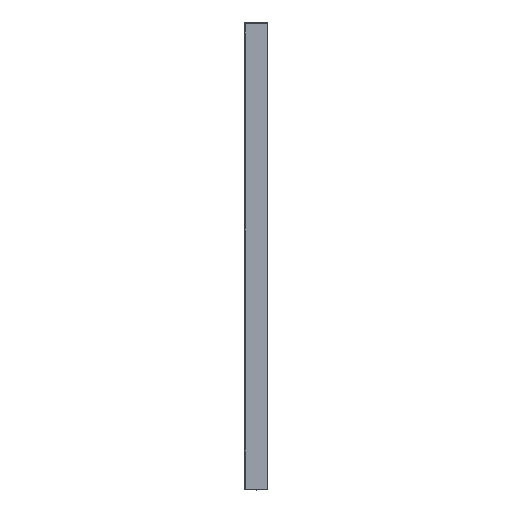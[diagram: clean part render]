
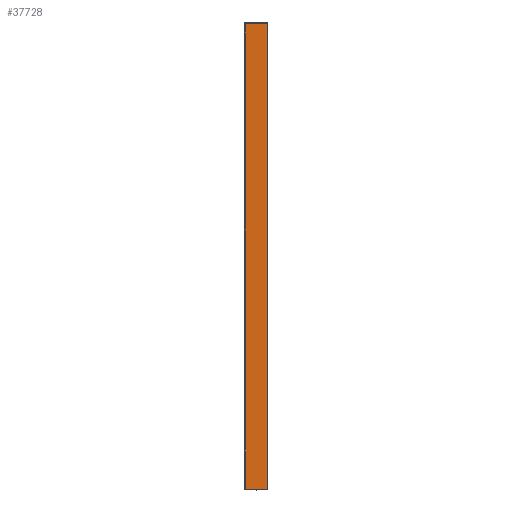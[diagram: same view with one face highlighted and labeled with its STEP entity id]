
A CAD part, left-side view. The second image highlights one B-rep face of the part: STEP entity #37728.
In plain terms, the highlighted planar face has unit normal (-0.999, 0.035, 0).
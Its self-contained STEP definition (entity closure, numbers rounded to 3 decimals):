
#11126=CARTESIAN_POINT('',(-500.,-40.,535.501));
#11128=DIRECTION('',(-0.035,-0.999,
0.));
#11129=VECTOR('',#11128,37.986);
#11130=CARTESIAN_POINT('',(-498.674,-2.038,
-262.5));
#11131=LINE('',#11130,#11129);
#11132=CARTESIAN_POINT('',(-498.674,-2.038,
-262.5));
#11133=CARTESIAN_POINT('',(-498.674,-2.038,
-259.167));
#11134=CARTESIAN_POINT('',(-498.674,-2.039,
-255.833));
#11135=CARTESIAN_POINT('',(-498.674,-2.039,
-252.5));
#11137=CARTESIAN_POINT('',(-498.674,-2.039,
-252.5));
#11138=CARTESIAN_POINT('',(-498.674,-2.039,
-244.529));
#11139=CARTESIAN_POINT('',(-498.674,-2.037,
-229.413));
#11140=CARTESIAN_POINT('',(-498.674,-2.033,
-209.371));
#11141=CARTESIAN_POINT('',(-498.674,-2.027,
-191.491));
#11142=CARTESIAN_POINT('',(-498.674,-2.02,
-175.506));
#11143=CARTESIAN_POINT('',(-498.673,-2.013,
-160.332));
#11144=CARTESIAN_POINT('',(-498.673,-2.006,
-146.532));
#11145=CARTESIAN_POINT('',(-498.673,-1.999,
-133.136));
#11146=CARTESIAN_POINT('',(-498.673,-1.992,
-119.521));
#11147=CARTESIAN_POINT('',(-498.672,-1.983,
-104.85));
#11148=CARTESIAN_POINT('',(-498.672,-1.975,
-90.78));
#11149=CARTESIAN_POINT('',(-498.672,-1.967,
-75.975));
#11150=CARTESIAN_POINT('',(-498.672,-1.959,
-60.229));
#11151=CARTESIAN_POINT('',(-498.671,-1.951,
-42.909));
#11152=CARTESIAN_POINT('',(-498.671,-1.943,
-26.495));
#11153=CARTESIAN_POINT('',(-498.671,-1.936,
-8.688));
#11154=CARTESIAN_POINT('',(-498.671,-1.93,
10.104));
#11155=CARTESIAN_POINT('',(-498.67,-1.927,
29.064));
#11156=CARTESIAN_POINT('',(-498.67,-1.925,
47.812));
#11157=CARTESIAN_POINT('',(-498.671,-1.927,
67.408));
#11158=CARTESIAN_POINT('',(-498.67,-1.929,
80.741));
#11159=CARTESIAN_POINT('',(-498.67,-1.931,
87.499));
#11161=CARTESIAN_POINT('',(-498.67,-1.931,
87.499));
#11162=CARTESIAN_POINT('',(-498.67,-1.933,
93.451));
#11163=CARTESIAN_POINT('',(-498.671,-1.937,
105.92));
#11164=CARTESIAN_POINT('',(-498.671,-1.944,
126.794));
#11165=CARTESIAN_POINT('',(-498.671,-1.953,
148.435));
#11166=CARTESIAN_POINT('',(-498.672,-1.962,
172.007));
#11167=CARTESIAN_POINT('',(-498.672,-1.972,
196.199));
#11168=CARTESIAN_POINT('',(-498.672,-1.982,
220.565));
#11169=CARTESIAN_POINT('',(-498.673,-1.992,
244.863));
#11170=CARTESIAN_POINT('',(-498.673,-2.001,
267.578));
#11171=CARTESIAN_POINT('',(-498.673,-2.009,
288.514));
#11172=CARTESIAN_POINT('',(-498.674,-2.015,
305.841));
#11173=CARTESIAN_POINT('',(-498.674,-2.02,
321.442));
#11174=CARTESIAN_POINT('',(-498.674,-2.024,
335.529));
#11175=CARTESIAN_POINT('',(-498.674,-2.028,
349.006));
#11176=CARTESIAN_POINT('',(-498.674,-2.031,
361.727));
#11177=CARTESIAN_POINT('',(-498.674,-2.033,
373.916));
#11178=CARTESIAN_POINT('',(-498.674,-2.036,
387.055));
#11179=CARTESIAN_POINT('',(-498.674,-2.037,
399.697));
#11180=CARTESIAN_POINT('',(-498.674,-2.038,
412.988));
#11181=CARTESIAN_POINT('',(-498.674,-2.039,
422.559));
#11182=CARTESIAN_POINT('',(-498.674,-2.039,
427.5));
#11184=CARTESIAN_POINT('',(-498.674,-2.039,
427.5));
#11185=CARTESIAN_POINT('',(-498.674,-2.039,
439.8));
#11186=CARTESIAN_POINT('',(-498.674,-2.026,
464.248));
#11187=CARTESIAN_POINT('',(-498.672,-1.984,
499.805));
#11188=CARTESIAN_POINT('',(-498.671,-1.949,
523.062));
#11189=CARTESIAN_POINT('',(-498.671,-1.933,
534.172));
#11191=DIRECTION('',(-0.035,-0.999,0.035));
#11192=VECTOR('',#11191,38.113);
#11193=CARTESIAN_POINT('',(-498.671,-1.933,
534.172));
#11194=LINE('',#11193,#11192);
#11195=DIRECTION('',(0.,0.,-1.));
#11196=VECTOR('',#11195,798.001);
#11197=CARTESIAN_POINT('',(-500.,-40.,
535.501));
#11198=LINE('',#11197,#11196);
#11225=CARTESIAN_POINT('',(-498.674,-2.039,
-252.5));
#11399=CARTESIAN_POINT('',(-498.67,-1.931,
87.499));
#17124=VERTEX_POINT('',#11126);
#18305=VERTEX_POINT('',#11225);
#18306=VERTEX_POINT('',#11399);
#18367=VERTEX_POINT('',#11182);
#18368=VERTEX_POINT('',#11189);
#18526=CARTESIAN_POINT('',(-500.,-40.,-262.5));
#18528=VERTEX_POINT('',#18526);
#18575=CARTESIAN_POINT('',(-498.674,-2.038,
-262.5));
#18576=VERTEX_POINT('',#18575);
#37710=CARTESIAN_POINT('',(-499.335,-20.963,87.5));
#37711=DIRECTION('',(0.999,-0.035,0.));
#37712=DIRECTION('',(0.035,0.999,0.));
#37713=AXIS2_PLACEMENT_3D('',#37710,#37711,#37712);
#37714=PLANE('',#37713);
#37715=ORIENTED_EDGE('',*,*,#37582,.F.);
#37717=ORIENTED_EDGE('',*,*,#37716,.T.);
#37719=ORIENTED_EDGE('',*,*,#37718,.T.);
#37721=ORIENTED_EDGE('',*,*,#37720,.T.);
#37723=ORIENTED_EDGE('',*,*,#37722,.T.);
#37724=ORIENTED_EDGE('',*,*,#37702,.T.);
#37725=ORIENTED_EDGE('',*,*,#18621,.T.);
#37726=EDGE_LOOP('',(#37715,#37717,#37719,#37721,#37723,#37724,#37725));
#37727=FACE_OUTER_BOUND('',#37726,.F.);
#11136=B_SPLINE_CURVE_WITH_KNOTS('',3,(#11132,#11133,#11134,#11135),
.UNSPECIFIED.,.F.,.F.,(4,4),(0.,1.),.UNSPECIFIED.);
#11160=B_SPLINE_CURVE_WITH_KNOTS('',3,(#11137,#11138,#11139,#11140,#11141,
#11142,#11143,#11144,#11145,#11146,#11147,#11148,#11149,#11150,#11151,#11152,
#11153,#11154,#11155,#11156,#11157,#11158,#11159),.UNSPECIFIED.,.F.,.F.,(4,1,1,
1,1,1,1,1,1,1,1,1,1,1,1,1,1,1,1,1,4),(0.,0.05,0.1,0.15,0.2,0.25,
0.3,0.35,0.4,0.45,0.5,0.55,0.6,0.65,0.7,0.75,0.8,0.85,
0.9,0.95,1.),.UNSPECIFIED.);
#11183=B_SPLINE_CURVE_WITH_KNOTS('',3,(#11161,#11162,#11163,#11164,#11165,
#11166,#11167,#11168,#11169,#11170,#11171,#11172,#11173,#11174,#11175,#11176,
#11177,#11178,#11179,#11180,#11181,#11182),.UNSPECIFIED.,.F.,.F.,(4,1,1,1,1,1,1,
1,1,1,1,1,1,1,1,1,1,1,1,4),(0.,0.053,0.105,
0.158,0.211,0.263,0.316,
0.368,0.421,0.474,0.526,
0.579,0.632,0.684,0.737,
0.789,0.842,0.895,0.947,1.),
.UNSPECIFIED.);
#11190=B_SPLINE_CURVE_WITH_KNOTS('',3,(#11184,#11185,#11186,#11187,#11188,
#11189),.UNSPECIFIED.,.F.,.F.,(4,1,1,4),(0.,0.346,
0.688,1.),.UNSPECIFIED.);
#18621=EDGE_CURVE('',#17124,#18528,#11198,.T.);
#37582=EDGE_CURVE('',#18576,#18528,#11131,.T.);
#37702=EDGE_CURVE('',#18368,#17124,#11194,.T.);
#37716=EDGE_CURVE('',#18576,#18305,#11136,.T.);
#37718=EDGE_CURVE('',#18305,#18306,#11160,.T.);
#37720=EDGE_CURVE('',#18306,#18367,#11183,.T.);
#37722=EDGE_CURVE('',#18367,#18368,#11190,.T.);
#37728=ADVANCED_FACE('',(#37727),#37714,.F.);
